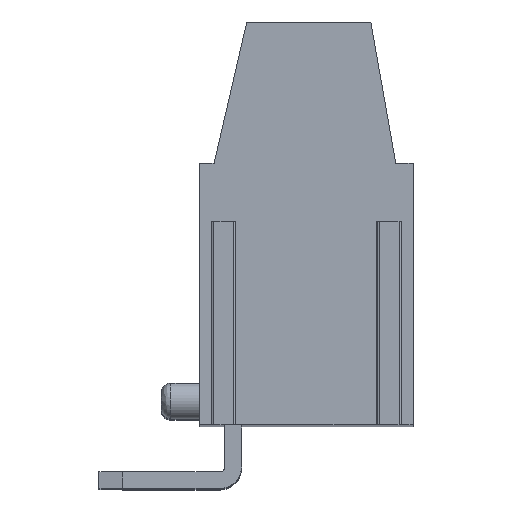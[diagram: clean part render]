
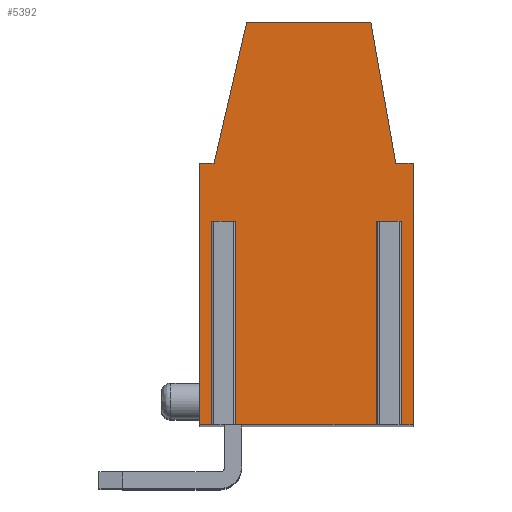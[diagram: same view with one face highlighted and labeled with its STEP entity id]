
A CAD part, top view. The second image highlights one B-rep face of the part: STEP entity #5392.
In plain terms, the highlighted planar face has unit normal (0, 0, 1).
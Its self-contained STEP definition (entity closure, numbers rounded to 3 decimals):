
#13=DIRECTION('',(-1.,0.,0.));
#14=VECTOR('',#13,0.814);
#15=CARTESIAN_POINT('',(6.453,1.45,37.5));
#16=LINE('',#15,#14);
#17=DIRECTION('',(0.,-1.,0.));
#18=VECTOR('',#17,8.5);
#19=CARTESIAN_POINT('',(5.639,1.45,37.5));
#20=LINE('',#19,#18);
#21=DIRECTION('',(-1.,0.,0.));
#22=VECTOR('',#21,6.078);
#23=CARTESIAN_POINT('',(5.639,-7.05,37.5));
#24=LINE('',#23,#22);
#25=DIRECTION('',(0.,-1.,0.));
#26=VECTOR('',#25,8.5);
#27=CARTESIAN_POINT('',(-0.439,1.45,37.5));
#28=LINE('',#27,#26);
#29=DIRECTION('',(-1.,0.,0.));
#30=VECTOR('',#29,0.814);
#31=CARTESIAN_POINT('',(-0.439,1.45,37.5));
#32=LINE('',#31,#30);
#33=DIRECTION('',(0.,-1.,0.));
#34=VECTOR('',#33,8.5);
#35=CARTESIAN_POINT('',(-1.253,1.45,37.5));
#36=LINE('',#35,#34);
#37=DIRECTION('',(-1.,0.,0.));
#38=VECTOR('',#37,0.597);
#39=CARTESIAN_POINT('',(-1.253,-7.05,37.5));
#40=LINE('',#39,#38);
#41=DIRECTION('',(0.,1.,0.));
#42=VECTOR('',#41,10.9);
#43=CARTESIAN_POINT('',(-1.85,-7.05,37.5));
#44=LINE('',#43,#42);
#45=DIRECTION('',(1.,0.,0.));
#46=VECTOR('',#45,0.6);
#47=CARTESIAN_POINT('',(-1.85,3.85,37.5));
#48=LINE('',#47,#46);
#49=DIRECTION('',(0.225,0.974,0.));
#50=VECTOR('',#49,6.055);
#51=CARTESIAN_POINT('',(-1.25,3.85,37.5));
#52=LINE('',#51,#50);
#53=DIRECTION('',(1.,0.,0.));
#54=VECTOR('',#53,5.178);
#55=CARTESIAN_POINT('',(0.112,9.75,37.5));
#56=LINE('',#55,#54);
#57=DIRECTION('',(0.174,-0.985,0.));
#58=VECTOR('',#57,5.991);
#59=CARTESIAN_POINT('',(5.29,9.75,37.5));
#60=LINE('',#59,#58);
#61=DIRECTION('',(1.,0.,0.));
#62=VECTOR('',#61,0.72);
#63=CARTESIAN_POINT('',(6.33,3.85,37.5));
#64=LINE('',#63,#62);
#65=DIRECTION('',(0.,-1.,0.));
#66=VECTOR('',#65,10.9);
#67=CARTESIAN_POINT('',(7.05,3.85,37.5));
#68=LINE('',#67,#66);
#69=DIRECTION('',(-1.,0.,0.));
#70=VECTOR('',#69,0.597);
#71=CARTESIAN_POINT('',(7.05,-7.05,37.5));
#72=LINE('',#71,#70);
#73=DIRECTION('',(0.,-1.,0.));
#74=VECTOR('',#73,8.5);
#75=CARTESIAN_POINT('',(6.453,1.45,37.5));
#76=LINE('',#75,#74);
#4205=CARTESIAN_POINT('',(7.05,3.85,37.5));
#4206=CARTESIAN_POINT('',(7.05,-7.05,37.5));
#4207=VERTEX_POINT('',#4205);
#4208=VERTEX_POINT('',#4206);
#4209=CARTESIAN_POINT('',(6.33,3.85,37.5));
#4210=VERTEX_POINT('',#4209);
#4211=CARTESIAN_POINT('',(5.29,9.75,37.5));
#4212=VERTEX_POINT('',#4211);
#4213=CARTESIAN_POINT('',(0.112,9.75,37.5));
#4214=VERTEX_POINT('',#4213);
#4215=CARTESIAN_POINT('',(-1.25,3.85,37.5));
#4216=VERTEX_POINT('',#4215);
#4217=CARTESIAN_POINT('',(-1.85,3.85,37.5));
#4218=VERTEX_POINT('',#4217);
#4219=CARTESIAN_POINT('',(-1.85,-7.05,37.5));
#4220=VERTEX_POINT('',#4219);
#4349=CARTESIAN_POINT('',(6.453,1.45,37.5));
#4350=CARTESIAN_POINT('',(5.639,1.45,37.5));
#4351=VERTEX_POINT('',#4349);
#4352=VERTEX_POINT('',#4350);
#4353=CARTESIAN_POINT('',(-0.439,1.45,37.5));
#4354=CARTESIAN_POINT('',(-1.253,1.45,37.5));
#4355=VERTEX_POINT('',#4353);
#4356=VERTEX_POINT('',#4354);
#4357=CARTESIAN_POINT('',(-1.253,-7.05,37.5));
#4358=VERTEX_POINT('',#4357);
#4359=CARTESIAN_POINT('',(-0.439,-7.05,37.5));
#4360=VERTEX_POINT('',#4359);
#4361=CARTESIAN_POINT('',(5.639,-7.05,37.5));
#4362=VERTEX_POINT('',#4361);
#4363=CARTESIAN_POINT('',(6.453,-7.05,37.5));
#4364=VERTEX_POINT('',#4363);
#5353=CARTESIAN_POINT('',(0.,0.,37.5));
#5354=DIRECTION('',(0.,0.,1.));
#5355=DIRECTION('',(1.,0.,0.));
#5356=AXIS2_PLACEMENT_3D('',#5353,#5354,#5355);
#5357=PLANE('',#5356);
#5359=ORIENTED_EDGE('',*,*,#5358,.T.);
#5361=ORIENTED_EDGE('',*,*,#5360,.T.);
#5363=ORIENTED_EDGE('',*,*,#5362,.T.);
#5365=ORIENTED_EDGE('',*,*,#5364,.F.);
#5367=ORIENTED_EDGE('',*,*,#5366,.T.);
#5369=ORIENTED_EDGE('',*,*,#5368,.T.);
#5371=ORIENTED_EDGE('',*,*,#5370,.T.);
#5373=ORIENTED_EDGE('',*,*,#5372,.T.);
#5375=ORIENTED_EDGE('',*,*,#5374,.T.);
#5377=ORIENTED_EDGE('',*,*,#5376,.T.);
#5379=ORIENTED_EDGE('',*,*,#5378,.T.);
#5381=ORIENTED_EDGE('',*,*,#5380,.T.);
#5383=ORIENTED_EDGE('',*,*,#5382,.T.);
#5385=ORIENTED_EDGE('',*,*,#5384,.T.);
#5387=ORIENTED_EDGE('',*,*,#5386,.T.);
#5389=ORIENTED_EDGE('',*,*,#5388,.F.);
#5390=EDGE_LOOP('',(#5359,#5361,#5363,#5365,#5367,#5369,#5371,#5373,#5375,#5377,
#5379,#5381,#5383,#5385,#5387,#5389));
#5391=FACE_OUTER_BOUND('',#5390,.F.);
#5358=EDGE_CURVE('',#4351,#4352,#16,.T.);
#5360=EDGE_CURVE('',#4352,#4362,#20,.T.);
#5362=EDGE_CURVE('',#4362,#4360,#24,.T.);
#5364=EDGE_CURVE('',#4355,#4360,#28,.T.);
#5366=EDGE_CURVE('',#4355,#4356,#32,.T.);
#5368=EDGE_CURVE('',#4356,#4358,#36,.T.);
#5370=EDGE_CURVE('',#4358,#4220,#40,.T.);
#5372=EDGE_CURVE('',#4220,#4218,#44,.T.);
#5374=EDGE_CURVE('',#4218,#4216,#48,.T.);
#5376=EDGE_CURVE('',#4216,#4214,#52,.T.);
#5378=EDGE_CURVE('',#4214,#4212,#56,.T.);
#5380=EDGE_CURVE('',#4212,#4210,#60,.T.);
#5382=EDGE_CURVE('',#4210,#4207,#64,.T.);
#5384=EDGE_CURVE('',#4207,#4208,#68,.T.);
#5386=EDGE_CURVE('',#4208,#4364,#72,.T.);
#5388=EDGE_CURVE('',#4351,#4364,#76,.T.);
#5392=ADVANCED_FACE('',(#5391),#5357,.T.);
